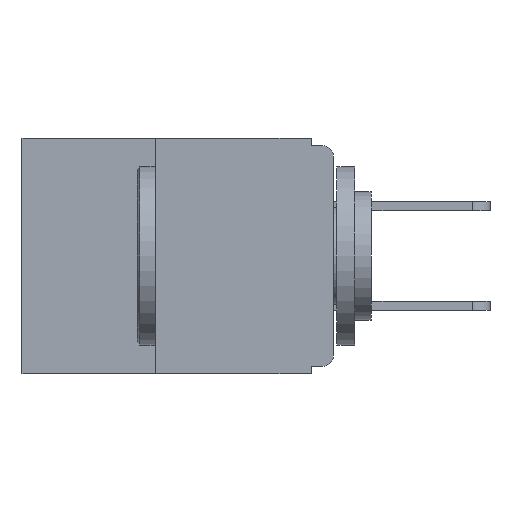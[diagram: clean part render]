
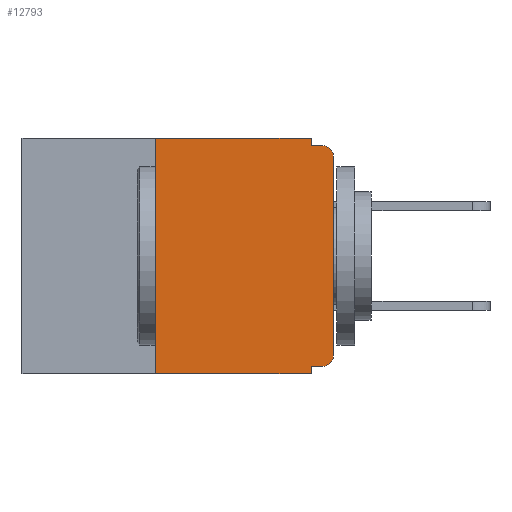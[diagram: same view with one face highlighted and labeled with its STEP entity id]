
A CAD part, left-side view. The second image highlights one B-rep face of the part: STEP entity #12793.
In plain terms, the highlighted planar face has unit normal (-1, 0, 0).
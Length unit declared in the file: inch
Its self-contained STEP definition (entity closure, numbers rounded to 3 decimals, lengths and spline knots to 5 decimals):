
#33 = CARTESIAN_POINT ( 'NONE',  ( 0., 0.437, 0. ) ) ;
#442 = VECTOR ( 'NONE', #8683, 39.37008 ) ;
#462 = CARTESIAN_POINT ( 'NONE',  ( 0., 0.25, 0. ) ) ;
#538 = LINE ( 'NONE', #12651, #442 ) ;
#539 = VERTEX_POINT ( 'NONE', #13097 ) ;
#588 = VERTEX_POINT ( 'NONE', #12296 ) ;
#983 = DIRECTION ( 'NONE',  ( 0., 0., 1. ) ) ;
#1039 = CARTESIAN_POINT ( 'NONE',  ( 0., 0., 0. ) ) ;
#1191 = CARTESIAN_POINT ( 'NONE',  ( 0., 0.015, -0.32 ) ) ;
#1258 = EDGE_CURVE ( 'NONE', #11664, #2385, #2897, .T. ) ;
#1368 = EDGE_CURVE ( 'NONE', #2385, #5894, #2323, .T. ) ;
#1478 = EDGE_CURVE ( 'NONE', #588, #11664, #1853, .T. ) ;
#1801 = EDGE_CURVE ( 'NONE', #588, #5925, #538, .T. ) ;
#1839 = VECTOR ( 'NONE', #2921, 39.37008 ) ;
#1853 = LINE ( 'NONE', #6427, #1839 ) ;
#1987 = CIRCLE ( 'NONE', #10595, 0.015 ) ;
#2248 = EDGE_CURVE ( 'NONE', #539, #5925, #11547, .T. ) ;
#2288 = VERTEX_POINT ( 'NONE', #12673 ) ;
#2307 = VECTOR ( 'NONE', #8043, 39.37008 ) ;
#2323 = LINE ( 'NONE', #10537, #2307 ) ;
#2385 = VERTEX_POINT ( 'NONE', #5639 ) ;
#2884 = VECTOR ( 'NONE', #9403, 39.37008 ) ;
#2897 = LINE ( 'NONE', #9499, #2884 ) ;
#2921 = DIRECTION ( 'NONE',  ( 0., 0., 1. ) ) ;
#3003 = PLANE ( 'NONE',  #10215 ) ;
#3065 = VERTEX_POINT ( 'NONE', #10227 ) ;
#3139 = EDGE_CURVE ( 'NONE', #7398, #539, #7687, .T. ) ;
#5264 = CARTESIAN_POINT ( 'NONE',  ( 0., 0., -0.025 ) ) ;
#5477 = VECTOR ( 'NONE', #983, 39.37008 ) ;
#5592 = LINE ( 'NONE', #1039, #5477 ) ;
#5639 = CARTESIAN_POINT ( 'NONE',  ( 0., 0.031, 0. ) ) ;
#5684 = ORIENTED_EDGE ( 'NONE', *, *, #1368, .F. ) ;
#5697 = ORIENTED_EDGE ( 'NONE', *, *, #1258, .F. ) ;
#5720 = ORIENTED_EDGE ( 'NONE', *, *, #2248, .F. ) ;
#5894 = VERTEX_POINT ( 'NONE', #13127 ) ;
#5925 = VERTEX_POINT ( 'NONE', #13059 ) ;
#5926 = EDGE_CURVE ( 'NONE', #6863, #2288, #1987, .T. ) ;
#6273 = DIRECTION ( 'NONE',  ( 0., -1., 0. ) ) ;
#6350 = CARTESIAN_POINT ( 'NONE',  ( 0., 0., -0.01 ) ) ;
#6388 = EDGE_CURVE ( 'NONE', #3065, #6863, #5592, .T. ) ;
#6427 = CARTESIAN_POINT ( 'NONE',  ( 0., 0.25, -0.33 ) ) ;
#6622 = CARTESIAN_POINT ( 'NONE',  ( 0., 0.031, -0.33 ) ) ;
#6863 = VERTEX_POINT ( 'NONE', #5264 ) ;
#7170 = FACE_OUTER_BOUND ( 'NONE', #8342, .T. ) ;
#7398 = VERTEX_POINT ( 'NONE', #1191 ) ;
#7541 = LINE ( 'NONE', #6350, #7633 ) ;
#7633 = VECTOR ( 'NONE', #6273, 39.37008 ) ;
#7687 = LINE ( 'NONE', #10368, #7876 ) ;
#7876 = VECTOR ( 'NONE', #8829, 39.37008 ) ;
#8043 = DIRECTION ( 'NONE',  ( 0., 0., -1. ) ) ;
#8342 = EDGE_LOOP ( 'NONE', ( #10195, #10234, #10254, #5684, #5697, #10327, #10361, #5720, #10423, #10460 ) ) ;
#8683 = DIRECTION ( 'NONE',  ( 0., -1., 0. ) ) ;
#8829 = DIRECTION ( 'NONE',  ( 0., 1., 0. ) ) ;
#9403 = DIRECTION ( 'NONE',  ( 0., -1., 0. ) ) ;
#9499 = CARTESIAN_POINT ( 'NONE',  ( 0., 0.437, 0. ) ) ;
#9646 = DIRECTION ( 'NONE',  ( 0., 0., -1. ) ) ;
#9687 = DIRECTION ( 'NONE',  ( -1., 0., 0. ) ) ;
#9720 = CARTESIAN_POINT ( 'NONE',  ( 0., 0.015, -0.305 ) ) ;
#10195 = ORIENTED_EDGE ( 'NONE', *, *, #6388, .T. ) ;
#10215 = AXIS2_PLACEMENT_3D ( 'NONE', #33, #13034, #13013 ) ;
#10227 = CARTESIAN_POINT ( 'NONE',  ( 0., 0., -0.305 ) ) ;
#10234 = ORIENTED_EDGE ( 'NONE', *, *, #5926, .T. ) ;
#10254 = ORIENTED_EDGE ( 'NONE', *, *, #12652, .F. ) ;
#10327 = ORIENTED_EDGE ( 'NONE', *, *, #1478, .F. ) ;
#10357 = EDGE_CURVE ( 'NONE', #7398, #3065, #11939, .T. ) ;
#10361 = ORIENTED_EDGE ( 'NONE', *, *, #1801, .T. ) ;
#10368 = CARTESIAN_POINT ( 'NONE',  ( 0., 0., -0.32 ) ) ;
#10423 = ORIENTED_EDGE ( 'NONE', *, *, #3139, .F. ) ;
#10460 = ORIENTED_EDGE ( 'NONE', *, *, #10357, .T. ) ;
#10537 = CARTESIAN_POINT ( 'NONE',  ( 0., 0.031, 0. ) ) ;
#10595 = AXIS2_PLACEMENT_3D ( 'NONE', #12957, #12956, #12924 ) ;
#11119 = AXIS2_PLACEMENT_3D ( 'NONE', #9720, #9687, #9646 ) ;
#11158 = VECTOR ( 'NONE', #11351, 39.37008 ) ;
#11351 = DIRECTION ( 'NONE',  ( 0., 0., -1. ) ) ;
#11547 = LINE ( 'NONE', #6622, #11158 ) ;
#11664 = VERTEX_POINT ( 'NONE', #462 ) ;
#11939 = CIRCLE ( 'NONE', #11119, 0.015 ) ;
#12296 = CARTESIAN_POINT ( 'NONE',  ( 0., 0.25, -0.33 ) ) ;
#12651 = CARTESIAN_POINT ( 'NONE',  ( 0., 0.437, -0.33 ) ) ;
#12652 = EDGE_CURVE ( 'NONE', #5894, #2288, #7541, .T. ) ;
#12673 = CARTESIAN_POINT ( 'NONE',  ( 0., 0.015, -0.01 ) ) ;
#12793 = ADVANCED_FACE ( 'NONE', ( #7170 ), #3003, .F. ) ;
#12924 = DIRECTION ( 'NONE',  ( 0., 0., -1. ) ) ;
#12956 = DIRECTION ( 'NONE',  ( -1., 0., 0. ) ) ;
#12957 = CARTESIAN_POINT ( 'NONE',  ( 0., 0.015, -0.025 ) ) ;
#13013 = DIRECTION ( 'NONE',  ( 0., 0., -1. ) ) ;
#13034 = DIRECTION ( 'NONE',  ( 1., 0., 0. ) ) ;
#13059 = CARTESIAN_POINT ( 'NONE',  ( 0., 0.031, -0.33 ) ) ;
#13097 = CARTESIAN_POINT ( 'NONE',  ( 0., 0.031, -0.32 ) ) ;
#13127 = CARTESIAN_POINT ( 'NONE',  ( 0., 0.031, -0.01 ) ) ;
